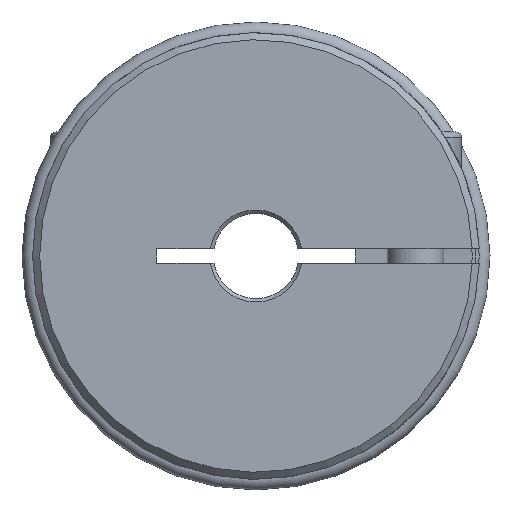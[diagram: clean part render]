
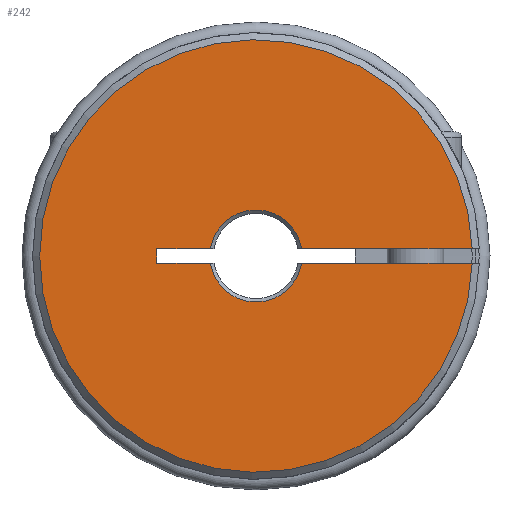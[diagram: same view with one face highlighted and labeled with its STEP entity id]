
A CAD part, left-side view. The second image highlights one B-rep face of the part: STEP entity #242.
In plain terms, the highlighted planar face has unit normal (-1, 0, 0).
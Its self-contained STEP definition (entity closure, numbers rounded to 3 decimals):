
#242 = ADVANCED_FACE( '', ( #579 ), #580, .T. );
#579 = FACE_OUTER_BOUND( '', #1052, .T. );
#580 = PLANE( '', #1053 );
#1052 = EDGE_LOOP( '', ( #1662, #1663, #1664, #1665, #1666, #1667, #1668, #1669 ) );
#1053 = AXIS2_PLACEMENT_3D( '', #1670, #1671, #1672 );
#1662 = ORIENTED_EDGE( '', *, *, #2512, .T. );
#1663 = ORIENTED_EDGE( '', *, *, #2513, .T. );
#1664 = ORIENTED_EDGE( '', *, *, #2514, .T. );
#1665 = ORIENTED_EDGE( '', *, *, #2515, .T. );
#1666 = ORIENTED_EDGE( '', *, *, #2416, .T. );
#1667 = ORIENTED_EDGE( '', *, *, #2516, .T. );
#1668 = ORIENTED_EDGE( '', *, *, #2479, .T. );
#1669 = ORIENTED_EDGE( '', *, *, #2446, .F. );
#1670 = CARTESIAN_POINT( '', ( -30.72, 0., 5. ) );
#1671 = DIRECTION( '', ( -1., 0., 0. ) );
#1672 = DIRECTION( '', ( 0., 0., 1. ) );
#2416 = EDGE_CURVE( '', #2823, #2821, #2824, .T. );
#2446 = EDGE_CURVE( '', #2870, #2871, #2872, .T. );
#2479 = EDGE_CURVE( '', #2922, #2871, #2923, .T. );
#2512 = EDGE_CURVE( '', #2870, #2972, #2973, .T. );
#2513 = EDGE_CURVE( '', #2972, #2974, #2975, .T. );
#2514 = EDGE_CURVE( '', #2974, #2976, #2977, .T. );
#2515 = EDGE_CURVE( '', #2976, #2823, #2978, .T. );
#2516 = EDGE_CURVE( '', #2821, #2922, #2979, .T. );
#2821 = VERTEX_POINT( '', #3532 );
#2823 = VERTEX_POINT( '', #3534 );
#2824 = LINE( '', #3535, #3536 );
#2870 = VERTEX_POINT( '', #3587 );
#2871 = VERTEX_POINT( '', #3588 );
#2872 = LINE( '', #3589, #3590 );
#2922 = VERTEX_POINT( '', #3657 );
#2923 = LINE( '', #3658, #3659 );
#2972 = VERTEX_POINT( '', #3721 );
#2973 = LINE( '', #3722, #3723 );
#2974 = VERTEX_POINT( '', #3724 );
#2975 = CIRCLE( '', #3725, 6.5 );
#2976 = VERTEX_POINT( '', #3726 );
#2977 = LINE( '', #3727, #3728 );
#2978 = CIRCLE( '', #3729, 30.5 );
#2979 = CIRCLE( '', #3730, 6.5 );
#3532 = CARTESIAN_POINT( '', ( -30.72, -6.423, -1. ) );
#3534 = CARTESIAN_POINT( '', ( -30.72, -30.484, -1. ) );
#3535 = CARTESIAN_POINT( '', ( -30.72, 0., -1. ) );
#3536 = VECTOR( '', #4311, 1000. );
#3587 = CARTESIAN_POINT( '', ( -30.72, 14., 1. ) );
#3588 = CARTESIAN_POINT( '', ( -30.72, 14., -1. ) );
#3589 = CARTESIAN_POINT( '', ( -30.72, 14., 5. ) );
#3590 = VECTOR( '', #4368, 1000. );
#3657 = CARTESIAN_POINT( '', ( -30.72, 6.423, -1. ) );
#3658 = CARTESIAN_POINT( '', ( -30.72, 0., -1. ) );
#3659 = VECTOR( '', #4407, 1000. );
#3721 = CARTESIAN_POINT( '', ( -30.72, 6.423, 1. ) );
#3722 = CARTESIAN_POINT( '', ( -30.72, 0., 1. ) );
#3723 = VECTOR( '', #4451, 1000. );
#3724 = CARTESIAN_POINT( '', ( -30.72, -6.423, 1. ) );
#3725 = AXIS2_PLACEMENT_3D( '', #4452, #4453, #4454 );
#3726 = CARTESIAN_POINT( '', ( -30.72, -30.484, 1. ) );
#3727 = CARTESIAN_POINT( '', ( -30.72, 0., 1. ) );
#3728 = VECTOR( '', #4455, 1000. );
#3729 = AXIS2_PLACEMENT_3D( '', #4456, #4457, #4458 );
#3730 = AXIS2_PLACEMENT_3D( '', #4459, #4460, #4461 );
#4311 = DIRECTION( '', ( 0., 1., 0. ) );
#4368 = DIRECTION( '', ( 0., 0., -1. ) );
#4407 = DIRECTION( '', ( 0., 1., 0. ) );
#4451 = DIRECTION( '', ( 0., -1., 0. ) );
#4452 = CARTESIAN_POINT( '', ( -30.72, 0., 0. ) );
#4453 = DIRECTION( '', ( 1., 0., 0. ) );
#4454 = DIRECTION( '', ( 0., -1., 0. ) );
#4455 = DIRECTION( '', ( 0., -1., 0. ) );
#4456 = CARTESIAN_POINT( '', ( -30.72, 0., 0. ) );
#4457 = DIRECTION( '', ( -1., 0., 0. ) );
#4458 = DIRECTION( '', ( 0., 0., -1. ) );
#4459 = CARTESIAN_POINT( '', ( -30.72, 0., 0. ) );
#4460 = DIRECTION( '', ( 1., 0., 0. ) );
#4461 = DIRECTION( '', ( 0., -1., 0. ) );
